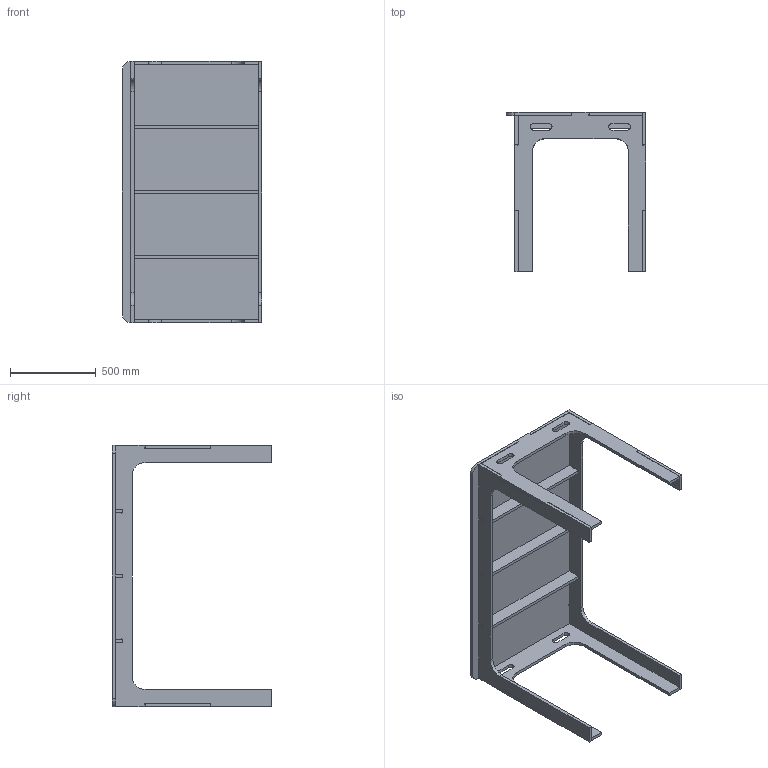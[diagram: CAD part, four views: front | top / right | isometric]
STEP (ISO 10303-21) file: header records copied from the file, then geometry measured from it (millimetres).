
FILE_DESCRIPTION(/* description */ (''),/* implementation_level */ '2;1');
FILE_NAME(/* name */ 'Workstation.step',/* time_stamp */ '2020-04-27T18:16:23-04:00',/* author */ (''),/* organization */ (''),/* preprocessor_version */ 'ST-DEVELOPER v18.1',/* originating_system */ 'Autodesk Translation Framework v9.2.0.1227',/* authorisation */ '');
FILE_SCHEMA (('AUTOMOTIVE_DESIGN { 1 0 10303 214 3 1 1 }'));
Length unit declared in the file: inch
Products named in the file (7): Workstation; Side1; Top; Support; Front; Side2; Back
Assembly tree (8 placements, depth 2):
  Workstation
    Side1
    Support  x3
    Top
    Front
    Side2
    Back
Bounding box: 812.8 x 927.1 x 1524 mm (x, y, z)
Volume: 45184829.6 mm3; surface area: 5567301.6 mm2
Topology: 8 solids, 8 shells, 228 faces, 636 edges, 424 vertices
Faces by surface type: plane 164, cylinder 64
Entity records: 6827 total; most frequent: CARTESIAN_POINT 1179, ORIENTED_EDGE 1152, DIRECTION 1134, EDGE_CURVE 576, LINE 456, VECTOR 456, VERTEX_POINT 384, AXIS2_PLACEMENT_3D 339
